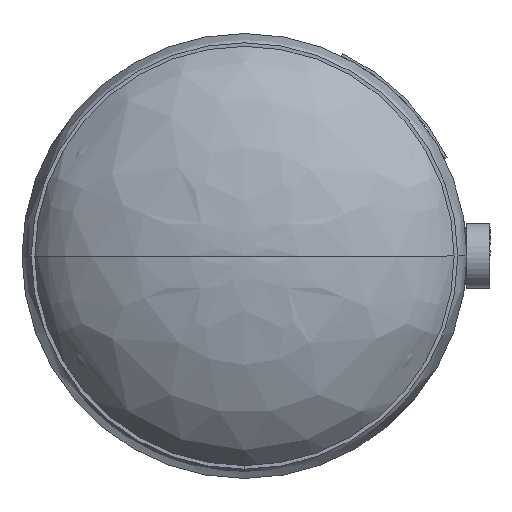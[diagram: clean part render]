
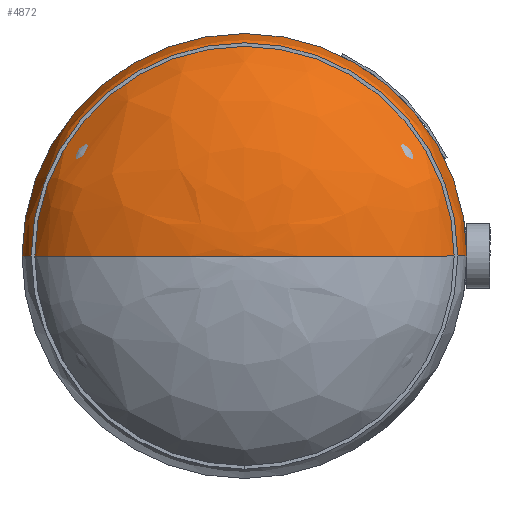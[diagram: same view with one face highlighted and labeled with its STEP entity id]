
A CAD part, left-side view. The second image highlights one B-rep face of the part: STEP entity #4872.
In plain terms, the highlighted free-form (B-spline) face has degree [3, 3] with [4, 4] control points.
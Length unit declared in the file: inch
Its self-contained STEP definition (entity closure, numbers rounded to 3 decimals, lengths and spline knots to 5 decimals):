
#67 = CARTESIAN_POINT ( 'NONE',  ( -3.51472, 4.062, 0. ) ) ;
#397 = CARTESIAN_POINT ( 'NONE',  ( 3.51472, 4.062, 0. ) ) ;
#483 = CARTESIAN_POINT ( 'NONE',  ( -6., 2.79886, 0. ) ) ;
#586 = CARTESIAN_POINT ( 'NONE',  ( 3.51472, 4.062, 0. ) ) ;
#924 =( BOUNDED_SURFACE ( )  B_SPLINE_SURFACE ( 3, 3, ( 
 ( #1647, #3290, #6086, #2788 ),
 ( #586, #2218, #4403, #67 ),
 ( #6052, #1145, #2256, #483 ),
 ( #1180, #5374, #2665, #2932 ) ),
 .UNSPECIFIED., .F., .F., .F. ) 
 B_SPLINE_SURFACE_WITH_KNOTS ( ( 4, 4 ),
 ( 4, 4 ),
 ( 0., 1. ),
 ( 0., 1. ),
 .UNSPECIFIED. ) 
 GEOMETRIC_REPRESENTATION_ITEM ( )  RATIONAL_B_SPLINE_SURFACE ( (
 ( 1., 0.333, 0.333, 1.),
 ( 0.805, 0.268, 0.268, 0.805),
 ( 0.805, 0.268, 0.268, 0.805),
 ( 1., 0.333, 0.333, 1.) ) ) 
 REPRESENTATION_ITEM ( '' )  SURFACE ( )  );
#1145 = CARTESIAN_POINT ( 'NONE',  ( 6., 2.79886, 12. ) ) ;
#1180 = CARTESIAN_POINT ( 'NONE',  ( 6., 1.0125, 0. ) ) ;
#1647 = CARTESIAN_POINT ( 'NONE',  ( 0., 4.062, 0. ) ) ;
#1910 = CARTESIAN_POINT ( 'NONE',  ( -6., 1.0125, 0. ) ) ;
#1995 = VERTEX_POINT ( 'NONE', #3849 ) ;
#2218 = CARTESIAN_POINT ( 'NONE',  ( 3.51472, 4.062, 7.02944 ) ) ;
#2256 = CARTESIAN_POINT ( 'NONE',  ( -6., 2.79886, 12. ) ) ;
#2337 = CARTESIAN_POINT ( 'NONE',  ( -6., 1.0125, 0. ) ) ;
#2423 = ORIENTED_EDGE ( 'NONE', *, *, #5065, .F. ) ;
#2431 = EDGE_CURVE ( 'NONE', #2984, #4043, #5796, .T. ) ;
#2440 = ORIENTED_EDGE ( 'NONE', *, *, #2976, .F. ) ;
#2529 = CARTESIAN_POINT ( 'NONE',  ( 0., 4.062, 0. ) ) ;
#2584 = CARTESIAN_POINT ( 'NONE',  ( 6., 1.0125, 0. ) ) ;
#2665 = CARTESIAN_POINT ( 'NONE',  ( -6., 1.0125, 12. ) ) ;
#2788 = CARTESIAN_POINT ( 'NONE',  ( 0., 4.062, 0. ) ) ;
#2932 = CARTESIAN_POINT ( 'NONE',  ( -6., 1.0125, 0. ) ) ;
#2976 = EDGE_CURVE ( 'NONE', #4043, #4744, #4793, .T. ) ;
#2984 = VERTEX_POINT ( 'NONE', #3014 ) ;
#3014 = CARTESIAN_POINT ( 'NONE',  ( 6., 1.0125, 0. ) ) ;
#3089 = AXIS2_PLACEMENT_3D ( 'NONE', #3118, #4651, #6350 ) ;
#3118 = CARTESIAN_POINT ( 'NONE',  ( 0., 1.0125, 0. ) ) ;
#3290 = CARTESIAN_POINT ( 'NONE',  ( 0., 4.062, 0. ) ) ;
#3494 = EDGE_LOOP ( 'NONE', ( #2423, #6331, #2440, #6019 ) ) ;
#3575 = CARTESIAN_POINT ( 'NONE',  ( 6., 2.79886, 0. ) ) ;
#3646 = CARTESIAN_POINT ( 'NONE',  ( 0., 4.062, 0. ) ) ;
#3693 = CARTESIAN_POINT ( 'NONE',  ( -3.51472, 4.062, 0. ) ) ;
#3849 = CARTESIAN_POINT ( 'NONE',  ( 0., 4.062, 0. ) ) ;
#4043 = VERTEX_POINT ( 'NONE', #4234 ) ;
#4091 = AXIS2_PLACEMENT_3D ( 'NONE', #7007, #6473, #6541 ) ;
#4139 = EDGE_CURVE ( 'NONE', #1995, #4744, #4345, .T. ) ;
#4234 = CARTESIAN_POINT ( 'NONE',  ( 0., 1.0125, 6. ) ) ;
#4345 =( BOUNDED_CURVE ( )  B_SPLINE_CURVE ( 3, ( #2529, #3693, #5880, #1910 ),
 .UNSPECIFIED., .F., .F. ) 
 B_SPLINE_CURVE_WITH_KNOTS ( ( 4, 4 ),
 ( 1.5708, 3.14159 ),
 .UNSPECIFIED. ) 
 CURVE ( )  GEOMETRIC_REPRESENTATION_ITEM ( )  RATIONAL_B_SPLINE_CURVE ( ( 1., 0.805, 0.805, 1. ) ) 
 REPRESENTATION_ITEM ( '' )  );
#4403 = CARTESIAN_POINT ( 'NONE',  ( -3.51472, 4.062, 7.02944 ) ) ;
#4651 = DIRECTION ( 'NONE',  ( 0., -1., 0. ) ) ;
#4744 = VERTEX_POINT ( 'NONE', #2337 ) ;
#4793 = CIRCLE ( 'NONE', #3089, 6. ) ;
#4872 = ADVANCED_FACE ( 'NONE', ( #5512 ), #924, .F. ) ;
#5065 = EDGE_CURVE ( 'NONE', #1995, #2984, #6039, .T. ) ;
#5374 = CARTESIAN_POINT ( 'NONE',  ( 6., 1.0125, 12. ) ) ;
#5512 = FACE_OUTER_BOUND ( 'NONE', #3494, .T. ) ;
#5796 = CIRCLE ( 'NONE', #4091, 6. ) ;
#5880 = CARTESIAN_POINT ( 'NONE',  ( -6., 2.79886, 0. ) ) ;
#6019 = ORIENTED_EDGE ( 'NONE', *, *, #2431, .F. ) ;
#6039 =( BOUNDED_CURVE ( )  B_SPLINE_CURVE ( 3, ( #3646, #397, #3575, #2584 ),
 .UNSPECIFIED., .F., .F. ) 
 B_SPLINE_CURVE_WITH_KNOTS ( ( 4, 4 ),
 ( 1.5708, 3.14159 ),
 .UNSPECIFIED. ) 
 CURVE ( )  GEOMETRIC_REPRESENTATION_ITEM ( )  RATIONAL_B_SPLINE_CURVE ( ( 1., 0.805, 0.805, 1. ) ) 
 REPRESENTATION_ITEM ( '' )  );
#6052 = CARTESIAN_POINT ( 'NONE',  ( 6., 2.79886, 0. ) ) ;
#6086 = CARTESIAN_POINT ( 'NONE',  ( 0., 4.062, 0. ) ) ;
#6331 = ORIENTED_EDGE ( 'NONE', *, *, #4139, .T. ) ;
#6350 = DIRECTION ( 'NONE',  ( 0., 0., -1. ) ) ;
#6473 = DIRECTION ( 'NONE',  ( 0., -1., 0. ) ) ;
#6541 = DIRECTION ( 'NONE',  ( 0., 0., -1. ) ) ;
#7007 = CARTESIAN_POINT ( 'NONE',  ( 0., 1.0125, 0. ) ) ;
